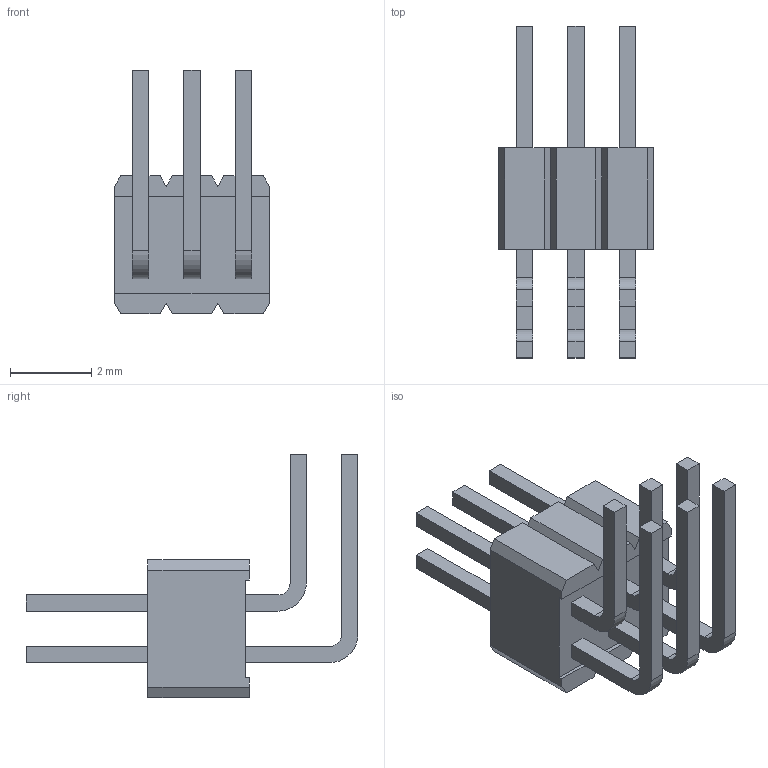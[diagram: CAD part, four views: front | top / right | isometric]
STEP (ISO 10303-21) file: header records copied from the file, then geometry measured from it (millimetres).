
FILE_DESCRIPTION((''),'2;1');
FILE_NAME('20021112-00006XXLFC','2009-07-21T',('msriniva'),('FCI - ELX Division'),'PRO/ENGINEER BY PARAMETRIC TECHNOLOGY CORPORATION, 2008010','PRO/ENGINEER BY PARAMETRIC TECHNOLOGY CORPORATION, 2008010','');
FILE_SCHEMA(('CONFIG_CONTROL_DESIGN'));
Length unit declared in the file: millimetre
Products named in the file (1): 20021112-00006XXLFC
Bounding box: 3.81 x 8.17 x 6 mm (x, y, z)
Volume: 39.5 mm3; surface area: 150.3 mm2
Topology: 1 solids, 1 shells, 110 faces, 288 edges, 192 vertices
Faces by surface type: plane 98, cylinder 12
Entity records: 3374 total; most frequent: CARTESIAN_POINT 590, ORIENTED_EDGE 576, DIRECTION 532, EDGE_CURVE 288, VECTOR 264, LINE 264, VERTEX_POINT 192, AXIS2_PLACEMENT_3D 134
